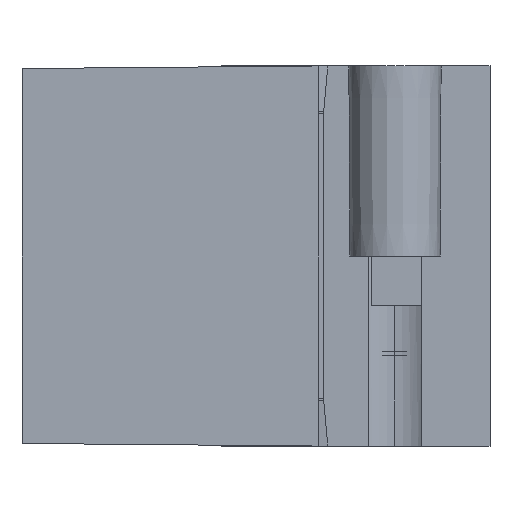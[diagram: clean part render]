
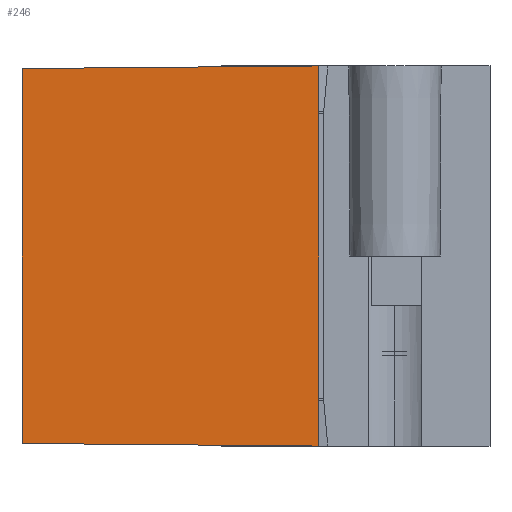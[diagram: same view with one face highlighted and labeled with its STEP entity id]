
A CAD part, left-side view. The second image highlights one B-rep face of the part: STEP entity #246.
In plain terms, the highlighted face is planar.
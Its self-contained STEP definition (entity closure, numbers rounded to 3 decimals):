
#61 = EDGE_CURVE ( 'NONE', #1297, #1577, #2816, .T. ) ;
#230 = CARTESIAN_POINT ( 'NONE',  ( 9.9, 0., -8. ) ) ;
#246 = ADVANCED_FACE ( 'NONE', ( #1556 ), #3122, .T. ) ;
#299 = DIRECTION ( 'NONE',  ( -0.009, 1., 0. ) ) ;
#657 = VERTEX_POINT ( 'NONE', #2615 ) ;
#888 = DIRECTION ( 'NONE',  ( 0.009, -1., -0.009 ) ) ;
#894 = LINE ( 'NONE', #1937, #2866 ) ;
#903 = DIRECTION ( 'NONE',  ( 0., 0., -1. ) ) ;
#1061 = DIRECTION ( 'NONE',  ( 1., 0.009, 0. ) ) ;
#1082 = CARTESIAN_POINT ( 'NONE',  ( 9.9, 0., 8. ) ) ;
#1247 = EDGE_LOOP ( 'NONE', ( #3135, #3143, #1980, #2590 ) ) ;
#1286 = CARTESIAN_POINT ( 'NONE',  ( 9.791, 12.5, -7.891 ) ) ;
#1297 = VERTEX_POINT ( 'NONE', #1286 ) ;
#1345 = EDGE_CURVE ( 'NONE', #2436, #1577, #1348, .T. ) ;
#1348 = LINE ( 'NONE', #2862, #2037 ) ;
#1398 = CARTESIAN_POINT ( 'NONE',  ( 9.898, 0.173, -7.998 ) ) ;
#1556 = FACE_OUTER_BOUND ( 'NONE', #1247, .T. ) ;
#1577 = VERTEX_POINT ( 'NONE', #230 ) ;
#1647 = AXIS2_PLACEMENT_3D ( 'NONE', #1082, #1061, #299 ) ;
#1652 = EDGE_CURVE ( 'NONE', #657, #2436, #894, .T. ) ;
#1937 = CARTESIAN_POINT ( 'NONE',  ( 9.9, 0., 8. ) ) ;
#1962 = CARTESIAN_POINT ( 'NONE',  ( 9.791, 12.5, 0. ) ) ;
#1980 = ORIENTED_EDGE ( 'NONE', *, *, #2444, .F. ) ;
#2037 = VECTOR ( 'NONE', #2341, 1000. ) ;
#2140 = VECTOR ( 'NONE', #888, 1000. ) ;
#2341 = DIRECTION ( 'NONE',  ( 0., 0., -1. ) ) ;
#2436 = VERTEX_POINT ( 'NONE', #3213 ) ;
#2444 = EDGE_CURVE ( 'NONE', #657, #1297, #2582, .T. ) ;
#2582 = LINE ( 'NONE', #1962, #3258 ) ;
#2590 = ORIENTED_EDGE ( 'NONE', *, *, #1652, .T. ) ;
#2615 = CARTESIAN_POINT ( 'NONE',  ( 9.791, 12.5, 7.891 ) ) ;
#2816 = LINE ( 'NONE', #1398, #2140 ) ;
#2862 = CARTESIAN_POINT ( 'NONE',  ( 9.9, 0., 8. ) ) ;
#2866 = VECTOR ( 'NONE', #3207, 1000. ) ;
#3122 = PLANE ( 'NONE',  #1647 ) ;
#3135 = ORIENTED_EDGE ( 'NONE', *, *, #1345, .T. ) ;
#3143 = ORIENTED_EDGE ( 'NONE', *, *, #61, .F. ) ;
#3207 = DIRECTION ( 'NONE',  ( 0.009, -1., 0.009 ) ) ;
#3213 = CARTESIAN_POINT ( 'NONE',  ( 9.9, 0., 8. ) ) ;
#3258 = VECTOR ( 'NONE', #903, 1000. ) ;
